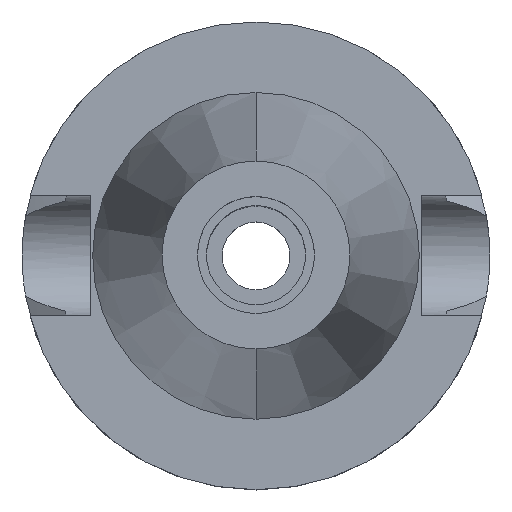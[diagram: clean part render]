
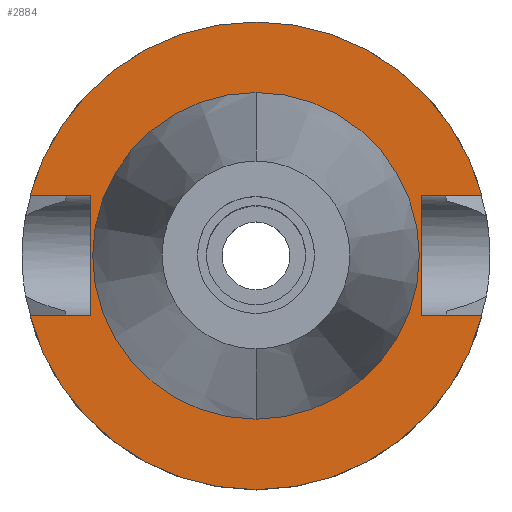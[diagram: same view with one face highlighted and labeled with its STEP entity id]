
A CAD part, top view. The second image highlights one B-rep face of the part: STEP entity #2884.
In plain terms, the highlighted planar face has unit normal (0, 0, 1).
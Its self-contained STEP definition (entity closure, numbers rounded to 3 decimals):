
#94=DIRECTION('',(0.,1.,0.));
#95=VECTOR('',#94,25.7);
#96=CARTESIAN_POINT('',(-35.4,-12.85,-1.5));
#97=LINE('',#96,#95);
#101=DIRECTION('',(-1.,0.,0.));
#102=VECTOR('',#101,12.921);
#103=CARTESIAN_POINT('',(-35.4,12.85,-1.5));
#104=LINE('',#103,#102);
#108=CARTESIAN_POINT('',(0.,0.,-1.5));
#109=DIRECTION('',(0.,0.,-1.));
#110=DIRECTION('',(-0.966,0.257,0.));
#111=AXIS2_PLACEMENT_3D('',#108,#109,#110);
#116=CARTESIAN_POINT('',(0.,0.,-1.5));
#117=DIRECTION('',(0.,0.,-1.));
#118=DIRECTION('',(0.,1.,0.));
#119=AXIS2_PLACEMENT_3D('',#116,#117,#118);
#124=DIRECTION('',(0.,-1.,0.));
#125=VECTOR('',#124,25.7);
#126=CARTESIAN_POINT('',(35.4,12.85,-1.5));
#127=LINE('',#126,#125);
#131=DIRECTION('',(1.,0.,0.));
#132=VECTOR('',#131,12.921);
#133=CARTESIAN_POINT('',(35.4,-12.85,-1.5));
#134=LINE('',#133,#132);
#138=CARTESIAN_POINT('',(0.,0.,-1.5));
#139=DIRECTION('',(0.,0.,-1.));
#140=DIRECTION('',(0.966,-0.257,0.));
#141=AXIS2_PLACEMENT_3D('',#138,#139,#140);
#146=CARTESIAN_POINT('',(0.,0.,-1.5));
#147=DIRECTION('',(0.,0.,-1.));
#148=DIRECTION('',(0.,-1.,0.));
#149=AXIS2_PLACEMENT_3D('',#146,#147,#148);
#154=CARTESIAN_POINT('',(0.,0.,-1.5));
#155=DIRECTION('',(0.,0.,1.));
#156=DIRECTION('',(0.,-1.,0.));
#157=AXIS2_PLACEMENT_3D('',#154,#155,#156);
#162=CARTESIAN_POINT('',(0.,0.,-1.5));
#163=DIRECTION('',(0.,0.,1.));
#164=DIRECTION('',(0.,1.,0.));
#165=AXIS2_PLACEMENT_3D('',#162,#163,#164);
#200=DIRECTION('',(-1.,0.,0.));
#201=VECTOR('',#200,12.921);
#202=CARTESIAN_POINT('',(-35.4,-12.85,-1.5));
#203=LINE('',#202,#201);
#2267=DIRECTION('',(1.,0.,0.));
#2268=VECTOR('',#2267,12.921);
#2269=CARTESIAN_POINT('',(35.4,12.85,-1.5));
#2270=LINE('',#2269,#2268);
#2675=CARTESIAN_POINT('',(-35.4,-12.85,-1.5));
#2676=VERTEX_POINT('',#2675);
#2677=CARTESIAN_POINT('',(-48.321,-12.85,-1.5));
#2678=VERTEX_POINT('',#2677);
#2681=CARTESIAN_POINT('',(-35.4,12.85,-1.5));
#2682=VERTEX_POINT('',#2681);
#2683=CARTESIAN_POINT('',(-48.321,12.85,-1.5));
#2684=VERTEX_POINT('',#2683);
#2685=CARTESIAN_POINT('',(0.,50.,-1.5));
#2686=CARTESIAN_POINT('',(48.321,12.85,-1.5));
#2687=VERTEX_POINT('',#2685);
#2688=VERTEX_POINT('',#2686);
#2689=CARTESIAN_POINT('',(35.4,12.85,-1.5));
#2690=VERTEX_POINT('',#2689);
#2691=CARTESIAN_POINT('',(35.4,-12.85,-1.5));
#2692=VERTEX_POINT('',#2691);
#2693=CARTESIAN_POINT('',(48.321,-12.85,-1.5));
#2694=VERTEX_POINT('',#2693);
#2695=CARTESIAN_POINT('',(0.,-50.,-1.5));
#2696=VERTEX_POINT('',#2695);
#2697=CARTESIAN_POINT('',(0.,-34.925,-1.5));
#2698=CARTESIAN_POINT('',(0.,34.925,-1.5));
#2699=VERTEX_POINT('',#2697);
#2700=VERTEX_POINT('',#2698);
#2853=CARTESIAN_POINT('',(0.,0.,-1.5));
#2854=DIRECTION('',(0.,0.,-1.));
#2855=DIRECTION('',(0.,-1.,0.));
#2856=AXIS2_PLACEMENT_3D('',#2853,#2854,#2855);
#2857=PLANE('',#2856);
#2859=ORIENTED_EDGE('',*,*,#2858,.T.);
#2861=ORIENTED_EDGE('',*,*,#2860,.T.);
#2863=ORIENTED_EDGE('',*,*,#2862,.T.);
#2865=ORIENTED_EDGE('',*,*,#2864,.T.);
#2867=ORIENTED_EDGE('',*,*,#2866,.F.);
#2869=ORIENTED_EDGE('',*,*,#2868,.T.);
#2871=ORIENTED_EDGE('',*,*,#2870,.T.);
#2873=ORIENTED_EDGE('',*,*,#2872,.T.);
#2875=ORIENTED_EDGE('',*,*,#2874,.T.);
#2877=ORIENTED_EDGE('',*,*,#2876,.F.);
#2878=EDGE_LOOP('',(#2859,#2861,#2863,#2865,#2867,#2869,#2871,#2873,#2875,
#2877));
#2879=FACE_OUTER_BOUND('',#2878,.F.);
#2880=ORIENTED_EDGE('',*,*,#2832,.T.);
#2881=ORIENTED_EDGE('',*,*,#2848,.T.);
#2882=EDGE_LOOP('',(#2880,#2881));
#2883=FACE_BOUND('',#2882,.F.);
#112=CIRCLE('',#111,50.);
#120=CIRCLE('',#119,50.);
#142=CIRCLE('',#141,50.);
#150=CIRCLE('',#149,50.);
#158=CIRCLE('',#157,34.925);
#166=CIRCLE('',#165,34.925);
#2832=EDGE_CURVE('',#2699,#2700,#158,.T.);
#2848=EDGE_CURVE('',#2700,#2699,#166,.T.);
#2858=EDGE_CURVE('',#2676,#2682,#97,.T.);
#2860=EDGE_CURVE('',#2682,#2684,#104,.T.);
#2862=EDGE_CURVE('',#2684,#2687,#112,.T.);
#2864=EDGE_CURVE('',#2687,#2688,#120,.T.);
#2866=EDGE_CURVE('',#2690,#2688,#2270,.T.);
#2868=EDGE_CURVE('',#2690,#2692,#127,.T.);
#2870=EDGE_CURVE('',#2692,#2694,#134,.T.);
#2872=EDGE_CURVE('',#2694,#2696,#142,.T.);
#2874=EDGE_CURVE('',#2696,#2678,#150,.T.);
#2876=EDGE_CURVE('',#2676,#2678,#203,.T.);
#2884=ADVANCED_FACE('',(#2879,#2883),#2857,.F.);
